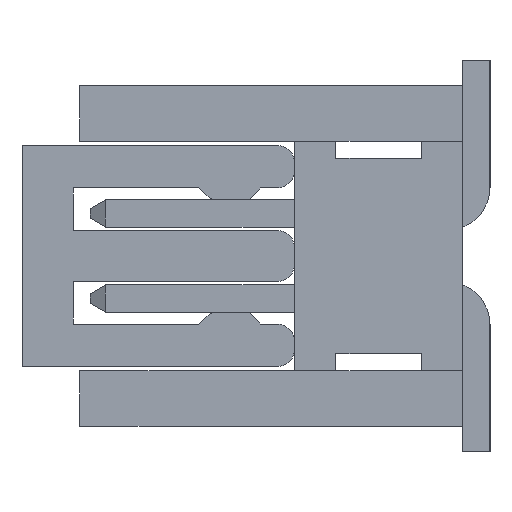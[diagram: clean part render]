
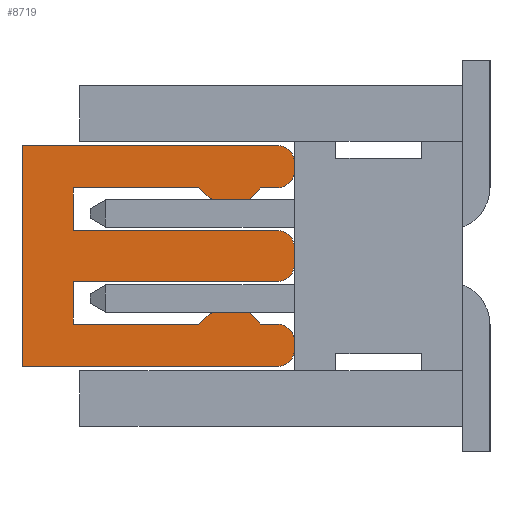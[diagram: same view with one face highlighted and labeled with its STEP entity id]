
A CAD part, left-side view. The second image highlights one B-rep face of the part: STEP entity #8719.
In plain terms, the highlighted planar face has unit normal (-1, 0, 0).
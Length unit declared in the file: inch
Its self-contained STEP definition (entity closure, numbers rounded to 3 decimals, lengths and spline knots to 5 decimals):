
#43=CIRCLE('',#9212,0.01);
#45=CIRCLE('',#9216,0.01);
#47=CIRCLE('',#9226,0.01);
#49=CIRCLE('',#9230,0.01);
#51=CIRCLE('',#9240,0.01);
#53=CIRCLE('',#9244,0.01);
#248=ORIENTED_EDGE('',*,*,#2680,.F.);
#249=ORIENTED_EDGE('',*,*,#2756,.F.);
#250=ORIENTED_EDGE('',*,*,#2753,.F.);
#251=ORIENTED_EDGE('',*,*,#2750,.F.);
#252=ORIENTED_EDGE('',*,*,#2747,.F.);
#253=ORIENTED_EDGE('',*,*,#2744,.F.);
#254=ORIENTED_EDGE('',*,*,#2741,.F.);
#255=ORIENTED_EDGE('',*,*,#2738,.F.);
#256=ORIENTED_EDGE('',*,*,#2735,.F.);
#257=ORIENTED_EDGE('',*,*,#2732,.F.);
#258=ORIENTED_EDGE('',*,*,#2729,.F.);
#259=ORIENTED_EDGE('',*,*,#2726,.F.);
#260=ORIENTED_EDGE('',*,*,#2723,.F.);
#261=ORIENTED_EDGE('',*,*,#2720,.F.);
#262=ORIENTED_EDGE('',*,*,#2717,.F.);
#263=ORIENTED_EDGE('',*,*,#2714,.F.);
#264=ORIENTED_EDGE('',*,*,#2711,.F.);
#265=ORIENTED_EDGE('',*,*,#2708,.F.);
#266=ORIENTED_EDGE('',*,*,#2705,.F.);
#267=ORIENTED_EDGE('',*,*,#2702,.F.);
#268=ORIENTED_EDGE('',*,*,#2699,.F.);
#269=ORIENTED_EDGE('',*,*,#2696,.F.);
#270=ORIENTED_EDGE('',*,*,#2693,.F.);
#271=ORIENTED_EDGE('',*,*,#2690,.F.);
#272=ORIENTED_EDGE('',*,*,#2687,.F.);
#273=ORIENTED_EDGE('',*,*,#2684,.F.);
#2680=EDGE_CURVE('',#3961,#3962,#4785,.T.);
#2684=EDGE_CURVE('',#3962,#3965,#4789,.T.);
#2687=EDGE_CURVE('',#3965,#3967,#43,.T.);
#2690=EDGE_CURVE('',#3967,#3969,#4793,.T.);
#2693=EDGE_CURVE('',#3969,#3971,#45,.T.);
#2696=EDGE_CURVE('',#3971,#3973,#4797,.T.);
#2699=EDGE_CURVE('',#3973,#3975,#4800,.T.);
#2702=EDGE_CURVE('',#3975,#3977,#4803,.T.);
#2705=EDGE_CURVE('',#3977,#3979,#4806,.T.);
#2708=EDGE_CURVE('',#3979,#3981,#4809,.T.);
#2711=EDGE_CURVE('',#3981,#3983,#4812,.T.);
#2714=EDGE_CURVE('',#3983,#3985,#4815,.T.);
#2717=EDGE_CURVE('',#3985,#3987,#47,.T.);
#2720=EDGE_CURVE('',#3987,#3989,#4819,.T.);
#2723=EDGE_CURVE('',#3989,#3991,#49,.T.);
#2726=EDGE_CURVE('',#3991,#3993,#4823,.T.);
#2729=EDGE_CURVE('',#3993,#3995,#4826,.T.);
#2732=EDGE_CURVE('',#3995,#3997,#4829,.T.);
#2735=EDGE_CURVE('',#3997,#3999,#4832,.T.);
#2738=EDGE_CURVE('',#3999,#4001,#4835,.T.);
#2741=EDGE_CURVE('',#4001,#4003,#4838,.T.);
#2744=EDGE_CURVE('',#4003,#4005,#4841,.T.);
#2747=EDGE_CURVE('',#4005,#4007,#51,.T.);
#2750=EDGE_CURVE('',#4007,#4009,#4845,.T.);
#2753=EDGE_CURVE('',#4009,#4011,#53,.T.);
#2756=EDGE_CURVE('',#4011,#3961,#4849,.T.);
#3961=VERTEX_POINT('',#12011);
#3962=VERTEX_POINT('',#12012);
#3965=VERTEX_POINT('',#12020);
#3967=VERTEX_POINT('',#12026);
#3969=VERTEX_POINT('',#12032);
#3971=VERTEX_POINT('',#12038);
#3973=VERTEX_POINT('',#12044);
#3975=VERTEX_POINT('',#12050);
#3977=VERTEX_POINT('',#12056);
#3979=VERTEX_POINT('',#12062);
#3981=VERTEX_POINT('',#12068);
#3983=VERTEX_POINT('',#12074);
#3985=VERTEX_POINT('',#12080);
#3987=VERTEX_POINT('',#12086);
#3989=VERTEX_POINT('',#12092);
#3991=VERTEX_POINT('',#12098);
#3993=VERTEX_POINT('',#12104);
#3995=VERTEX_POINT('',#12110);
#3997=VERTEX_POINT('',#12116);
#3999=VERTEX_POINT('',#12122);
#4001=VERTEX_POINT('',#12128);
#4003=VERTEX_POINT('',#12134);
#4005=VERTEX_POINT('',#12140);
#4007=VERTEX_POINT('',#12146);
#4009=VERTEX_POINT('',#12152);
#4011=VERTEX_POINT('',#12158);
#4785=LINE('',#12010,#6016);
#4789=LINE('',#12019,#6020);
#4793=LINE('',#12031,#6024);
#4797=LINE('',#12043,#6028);
#4800=LINE('',#12049,#6031);
#4803=LINE('',#12055,#6034);
#4806=LINE('',#12061,#6037);
#4809=LINE('',#12067,#6040);
#4812=LINE('',#12073,#6043);
#4815=LINE('',#12079,#6046);
#4819=LINE('',#12091,#6050);
#4823=LINE('',#12103,#6054);
#4826=LINE('',#12109,#6057);
#4829=LINE('',#12115,#6060);
#4832=LINE('',#12121,#6063);
#4835=LINE('',#12127,#6066);
#4838=LINE('',#12133,#6069);
#4841=LINE('',#12139,#6072);
#4845=LINE('',#12151,#6076);
#4849=LINE('',#12163,#6080);
#6016=VECTOR('',#9735,39.37008);
#6020=VECTOR('',#9741,39.37008);
#6024=VECTOR('',#9753,39.37008);
#6028=VECTOR('',#9765,39.37008);
#6031=VECTOR('',#9770,39.37008);
#6034=VECTOR('',#9775,39.37008);
#6037=VECTOR('',#9780,39.37008);
#6040=VECTOR('',#9785,39.37008);
#6043=VECTOR('',#9790,39.37008);
#6046=VECTOR('',#9795,39.37008);
#6050=VECTOR('',#9807,39.37008);
#6054=VECTOR('',#9819,39.37008);
#6057=VECTOR('',#9824,39.37008);
#6060=VECTOR('',#9829,39.37008);
#6063=VECTOR('',#9834,39.37008);
#6066=VECTOR('',#9839,39.37008);
#6069=VECTOR('',#9844,39.37008);
#6072=VECTOR('',#9849,39.37008);
#6076=VECTOR('',#9861,39.37008);
#6080=VECTOR('',#9873,39.37008);
#7274=EDGE_LOOP('',(#248,#249,#250,#251,#252,#253,#254,#255,#256,#257,#258,
#259,#260,#261,#262,#263,#264,#265,#266,#267,#268,#269,#270,#271,#272,#273));
#7775=FACE_BOUND('',#7274,.T.);
#8270=PLANE('',#9248);
#8719=ADVANCED_FACE('',(#7775),#8270,.F.);
#9212=AXIS2_PLACEMENT_3D('',#12025,#9746,#9747);
#9216=AXIS2_PLACEMENT_3D('',#12037,#9758,#9759);
#9226=AXIS2_PLACEMENT_3D('',#12085,#9800,#9801);
#9230=AXIS2_PLACEMENT_3D('',#12097,#9812,#9813);
#9240=AXIS2_PLACEMENT_3D('',#12145,#9854,#9855);
#9244=AXIS2_PLACEMENT_3D('',#12157,#9866,#9867);
#9248=AXIS2_PLACEMENT_3D('',#12166,#9877,#9878);
#9735=DIRECTION('',(0.,0.,1.));
#9741=DIRECTION('',(0.,-1.,0.));
#9746=DIRECTION('',(1.,0.,0.));
#9747=DIRECTION('',(0.,0.,-1.));
#9753=DIRECTION('',(0.,0.,-1.));
#9758=DIRECTION('',(1.,0.,0.));
#9759=DIRECTION('',(0.,0.,-1.));
#9765=DIRECTION('',(0.,1.,0.));
#9770=DIRECTION('',(0.,0.669,-0.743));
#9775=DIRECTION('',(0.,1.,0.));
#9780=DIRECTION('',(0.,0.743,0.669));
#9785=DIRECTION('',(0.,1.,0.));
#9790=DIRECTION('',(0.,0.,-1.));
#9795=DIRECTION('',(0.,-1.,0.));
#9800=DIRECTION('',(1.,0.,0.));
#9801=DIRECTION('',(0.,0.,-1.));
#9807=DIRECTION('',(0.,0.,-1.));
#9812=DIRECTION('',(1.,0.,0.));
#9813=DIRECTION('',(0.,0.,-1.));
#9819=DIRECTION('',(0.,1.,0.));
#9824=DIRECTION('',(0.,0.,-1.));
#9829=DIRECTION('',(0.,-1.,0.));
#9834=DIRECTION('',(0.,-0.743,0.669));
#9839=DIRECTION('',(0.,-1.,0.));
#9844=DIRECTION('',(0.,-0.669,-0.743));
#9849=DIRECTION('',(0.,-1.,0.));
#9854=DIRECTION('',(1.,0.,0.));
#9855=DIRECTION('',(0.,0.,-1.));
#9861=DIRECTION('',(0.,0.,-1.));
#9866=DIRECTION('',(1.,0.,0.));
#9867=DIRECTION('',(0.,0.,-1.));
#9873=DIRECTION('',(0.,1.,0.));
#9877=DIRECTION('',(1.,0.,0.));
#9878=DIRECTION('',(0.,0.,-1.));
#12010=CARTESIAN_POINT('',(-0.1,0.259,-0.065));
#12011=CARTESIAN_POINT('',(-0.1,0.259,-0.065));
#12012=CARTESIAN_POINT('',(-0.1,0.259,0.065));
#12019=CARTESIAN_POINT('',(-0.1,0.259,0.065));
#12020=CARTESIAN_POINT('',(-0.1,0.109,0.065));
#12025=CARTESIAN_POINT('',(-0.1,0.109,0.055));
#12026=CARTESIAN_POINT('',(-0.1,0.099,0.055));
#12031=CARTESIAN_POINT('',(-0.1,0.099,0.055));
#12032=CARTESIAN_POINT('',(-0.1,0.099,0.05));
#12037=CARTESIAN_POINT('',(-0.1,0.109,0.05));
#12038=CARTESIAN_POINT('',(-0.1,0.109,0.04));
#12043=CARTESIAN_POINT('',(-0.1,0.109,0.04));
#12044=CARTESIAN_POINT('',(-0.1,0.119,0.04));
#12049=CARTESIAN_POINT('',(-0.1,0.119,0.04));
#12050=CARTESIAN_POINT('',(-0.1,0.1253,0.033));
#12055=CARTESIAN_POINT('',(-0.1,0.1253,0.033));
#12056=CARTESIAN_POINT('',(-0.1,0.1473,0.033));
#12061=CARTESIAN_POINT('',(-0.1,0.1473,0.033));
#12062=CARTESIAN_POINT('',(-0.1,0.15508,0.04));
#12067=CARTESIAN_POINT('',(-0.1,0.15508,0.04));
#12068=CARTESIAN_POINT('',(-0.1,0.229,0.04));
#12073=CARTESIAN_POINT('',(-0.1,0.229,0.04));
#12074=CARTESIAN_POINT('',(-0.1,0.229,0.015));
#12079=CARTESIAN_POINT('',(-0.1,0.229,0.015));
#12080=CARTESIAN_POINT('',(-0.1,0.109,0.015));
#12085=CARTESIAN_POINT('',(-0.1,0.109,0.005));
#12086=CARTESIAN_POINT('',(-0.1,0.099,0.005));
#12091=CARTESIAN_POINT('',(-0.1,0.099,0.005));
#12092=CARTESIAN_POINT('',(-0.1,0.099,-0.005));
#12097=CARTESIAN_POINT('',(-0.1,0.109,-0.005));
#12098=CARTESIAN_POINT('',(-0.1,0.109,-0.015));
#12103=CARTESIAN_POINT('',(-0.1,0.109,-0.015));
#12104=CARTESIAN_POINT('',(-0.1,0.229,-0.015));
#12109=CARTESIAN_POINT('',(-0.1,0.229,-0.015));
#12110=CARTESIAN_POINT('',(-0.1,0.229,-0.04));
#12115=CARTESIAN_POINT('',(-0.1,0.229,-0.04));
#12116=CARTESIAN_POINT('',(-0.1,0.15508,-0.04));
#12121=CARTESIAN_POINT('',(-0.1,0.15508,-0.04));
#12122=CARTESIAN_POINT('',(-0.1,0.1473,-0.033));
#12127=CARTESIAN_POINT('',(-0.1,0.1473,-0.033));
#12128=CARTESIAN_POINT('',(-0.1,0.1253,-0.033));
#12133=CARTESIAN_POINT('',(-0.1,0.1253,-0.033));
#12134=CARTESIAN_POINT('',(-0.1,0.119,-0.04));
#12139=CARTESIAN_POINT('',(-0.1,0.119,-0.04));
#12140=CARTESIAN_POINT('',(-0.1,0.109,-0.04));
#12145=CARTESIAN_POINT('',(-0.1,0.109,-0.05));
#12146=CARTESIAN_POINT('',(-0.1,0.099,-0.05));
#12151=CARTESIAN_POINT('',(-0.1,0.099,-0.05));
#12152=CARTESIAN_POINT('',(-0.1,0.099,-0.055));
#12157=CARTESIAN_POINT('',(-0.1,0.109,-0.055));
#12158=CARTESIAN_POINT('',(-0.1,0.109,-0.065));
#12163=CARTESIAN_POINT('',(-0.1,0.109,-0.065));
#12166=CARTESIAN_POINT('',(-0.1,0.109,0.055));
